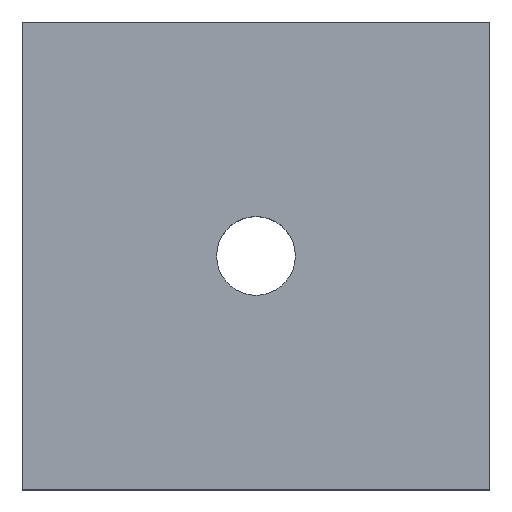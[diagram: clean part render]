
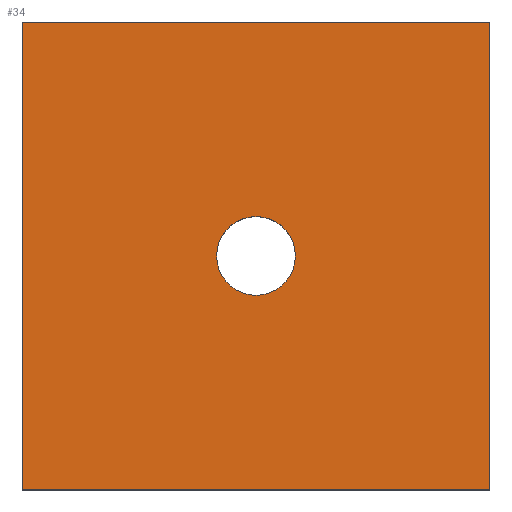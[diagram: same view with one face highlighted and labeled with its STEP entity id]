
A CAD part, top view. The second image highlights one B-rep face of the part: STEP entity #34.
In plain terms, the highlighted planar face has unit normal (0, 0, 1).
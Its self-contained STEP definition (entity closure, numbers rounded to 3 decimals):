
#2 = EDGE_CURVE ( 'NONE', #19, #149, #21, .T. ) ;
#3 = DIRECTION ( 'NONE',  ( 1., 0., 0. ) ) ;
#4 = ORIENTED_EDGE ( 'NONE', *, *, #2, .T. ) ;
#6 = DIRECTION ( 'NONE',  ( 0., 0., 1. ) ) ;
#7 = EDGE_CURVE ( 'NONE', #164, #19, #226, .T. ) ;
#9 = CARTESIAN_POINT ( 'NONE',  ( 19., 19., 4. ) ) ;
#17 = VERTEX_POINT ( 'NONE', #41 ) ;
#18 = CARTESIAN_POINT ( 'NONE',  ( 9.5, 9.5, 4. ) ) ;
#19 = VERTEX_POINT ( 'NONE', #85 ) ;
#21 = LINE ( 'NONE', #148, #22 ) ;
#22 = VECTOR ( 'NONE', #170, 1000. ) ;
#26 = FACE_BOUND ( 'NONE', #143, .T. ) ;
#29 = FACE_OUTER_BOUND ( 'NONE', #161, .T. ) ;
#33 = CARTESIAN_POINT ( 'NONE',  ( 11.1, 9.5, 4. ) ) ;
#34 = ADVANCED_FACE ( 'NONE', ( #26, #29 ), #193, .T. ) ;
#41 = CARTESIAN_POINT ( 'NONE',  ( 19., 0., 4. ) ) ;
#44 = CARTESIAN_POINT ( 'NONE',  ( 19., 19., 4. ) ) ;
#62 = AXIS2_PLACEMENT_3D ( 'NONE', #108, #191, #66 ) ;
#66 = DIRECTION ( 'NONE',  ( -1., 0., 0. ) ) ;
#74 = EDGE_CURVE ( 'NONE', #103, #127, #177, .T. ) ;
#77 = VECTOR ( 'NONE', #151, 1000. ) ;
#85 = CARTESIAN_POINT ( 'NONE',  ( 0., 19., 4. ) ) ;
#90 = EDGE_CURVE ( 'NONE', #149, #17, #159, .T. ) ;
#103 = VERTEX_POINT ( 'NONE', #232 ) ;
#108 = CARTESIAN_POINT ( 'NONE',  ( 9.5, 9.5, 4. ) ) ;
#112 = CARTESIAN_POINT ( 'NONE',  ( 0., 0., 4. ) ) ;
#127 = VERTEX_POINT ( 'NONE', #33 ) ;
#135 = ORIENTED_EDGE ( 'NONE', *, *, #250, .F. ) ;
#143 = EDGE_LOOP ( 'NONE', ( #135, #201 ) ) ;
#148 = CARTESIAN_POINT ( 'NONE',  ( 0., 19., 4. ) ) ;
#149 = VERTEX_POINT ( 'NONE', #112 ) ;
#150 = AXIS2_PLACEMENT_3D ( 'NONE', #18, #218, #181 ) ;
#151 = DIRECTION ( 'NONE',  ( -1., 0., 0. ) ) ;
#158 = CARTESIAN_POINT ( 'NONE',  ( 19., 0., 4. ) ) ;
#159 = LINE ( 'NONE', #176, #252 ) ;
#161 = EDGE_LOOP ( 'NONE', ( #184, #222, #169, #4 ) ) ;
#164 = VERTEX_POINT ( 'NONE', #9 ) ;
#169 = ORIENTED_EDGE ( 'NONE', *, *, #7, .T. ) ;
#170 = DIRECTION ( 'NONE',  ( 0., -1., 0. ) ) ;
#174 = EDGE_CURVE ( 'NONE', #17, #164, #235, .T. ) ;
#176 = CARTESIAN_POINT ( 'NONE',  ( 0., 0., 4. ) ) ;
#177 = CIRCLE ( 'NONE', #62, 1.6 ) ;
#181 = DIRECTION ( 'NONE',  ( -1., 0., 0. ) ) ;
#184 = ORIENTED_EDGE ( 'NONE', *, *, #90, .T. ) ;
#187 = VECTOR ( 'NONE', #234, 1000. ) ;
#189 = CARTESIAN_POINT ( 'NONE',  ( 0., 0., 4. ) ) ;
#191 = DIRECTION ( 'NONE',  ( 0., 0., 1. ) ) ;
#193 = PLANE ( 'NONE',  #240 ) ;
#196 = CIRCLE ( 'NONE', #150, 1.6 ) ;
#201 = ORIENTED_EDGE ( 'NONE', *, *, #74, .F. ) ;
#218 = DIRECTION ( 'NONE',  ( 0., 0., 1. ) ) ;
#222 = ORIENTED_EDGE ( 'NONE', *, *, #174, .T. ) ;
#226 = LINE ( 'NONE', #44, #77 ) ;
#232 = CARTESIAN_POINT ( 'NONE',  ( 7.9, 9.5, 4. ) ) ;
#234 = DIRECTION ( 'NONE',  ( 0., 1., 0. ) ) ;
#235 = LINE ( 'NONE', #158, #187 ) ;
#240 = AXIS2_PLACEMENT_3D ( 'NONE', #189, #6, #3 ) ;
#247 = DIRECTION ( 'NONE',  ( 1., 0., 0. ) ) ;
#250 = EDGE_CURVE ( 'NONE', #127, #103, #196, .T. ) ;
#252 = VECTOR ( 'NONE', #247, 1000. ) ;
